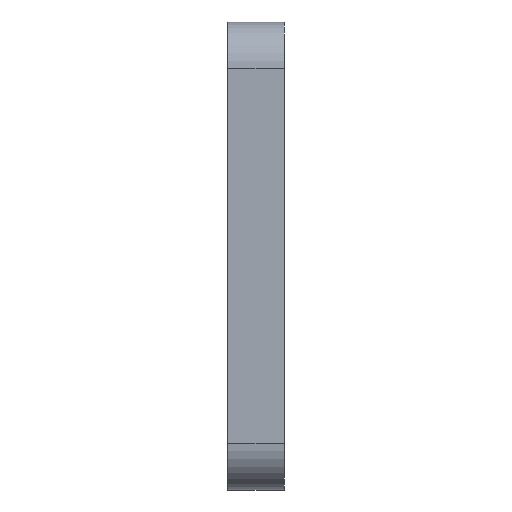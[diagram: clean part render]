
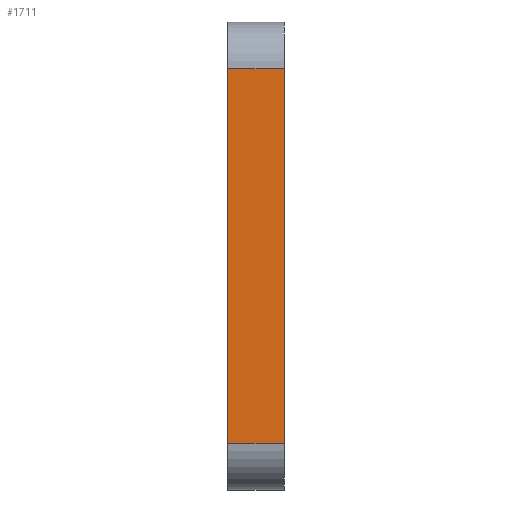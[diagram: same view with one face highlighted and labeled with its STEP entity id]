
A CAD part, left-side view. The second image highlights one B-rep face of the part: STEP entity #1711.
In plain terms, the highlighted planar face has unit normal (-1, 0, 0).
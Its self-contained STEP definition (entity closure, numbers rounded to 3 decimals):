
#78=PLANE('',#1896);
#155=FACE_OUTER_BOUND('',#253,.T.);
#253=EDGE_LOOP('',(#1457,#1458,#1459,#1460));
#419=LINE('',#2853,#571);
#424=LINE('',#2886,#576);
#425=LINE('',#2889,#577);
#426=LINE('',#2890,#578);
#571=VECTOR('',#2333,10.);
#576=VECTOR('',#2368,10.);
#577=VECTOR('',#2371,10.);
#578=VECTOR('',#2372,10.);
#820=VERTEX_POINT('',#2850);
#821=VERTEX_POINT('',#2852);
#834=VERTEX_POINT('',#2884);
#835=VERTEX_POINT('',#2888);
#1054=EDGE_CURVE('',#820,#821,#419,.T.);
#1071=EDGE_CURVE('',#821,#834,#424,.T.);
#1072=EDGE_CURVE('',#835,#820,#425,.T.);
#1073=EDGE_CURVE('',#834,#835,#426,.T.);
#1457=ORIENTED_EDGE('',*,*,#1071,.F.);
#1458=ORIENTED_EDGE('',*,*,#1054,.F.);
#1459=ORIENTED_EDGE('',*,*,#1072,.F.);
#1460=ORIENTED_EDGE('',*,*,#1073,.F.);
#1711=ADVANCED_FACE('',(#155),#78,.T.);
#1896=AXIS2_PLACEMENT_3D('',#2887,#2369,#2370);
#2333=DIRECTION('',(0.,0.,-1.));
#2368=DIRECTION('',(0.,1.,0.));
#2369=DIRECTION('center_axis',(-1.,0.,0.));
#2370=DIRECTION('ref_axis',(0.,0.,1.));
#2371=DIRECTION('',(0.,-1.,0.));
#2372=DIRECTION('',(0.,0.,1.));
#2850=CARTESIAN_POINT('',(-37.5,-3.,20.));
#2852=CARTESIAN_POINT('',(-37.5,-3.,-20.));
#2853=CARTESIAN_POINT('',(-37.5,-3.,25.));
#2884=CARTESIAN_POINT('',(-37.5,3.,-20.));
#2886=CARTESIAN_POINT('',(-37.5,0.,-20.));
#2887=CARTESIAN_POINT('Origin',(-37.5,0.,-25.));
#2888=CARTESIAN_POINT('',(-37.5,3.,20.));
#2889=CARTESIAN_POINT('',(-37.5,0.,20.));
#2890=CARTESIAN_POINT('',(-37.5,3.,25.));
